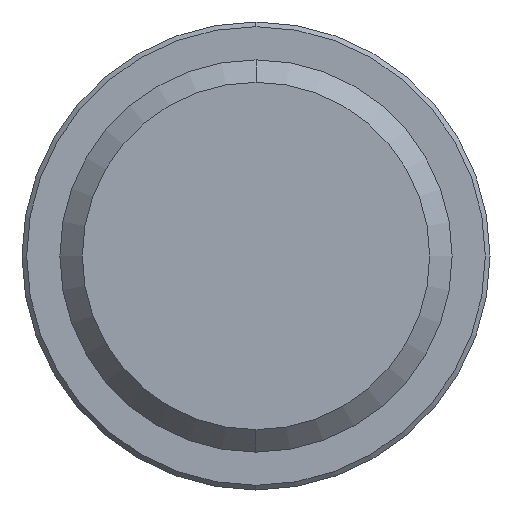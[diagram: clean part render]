
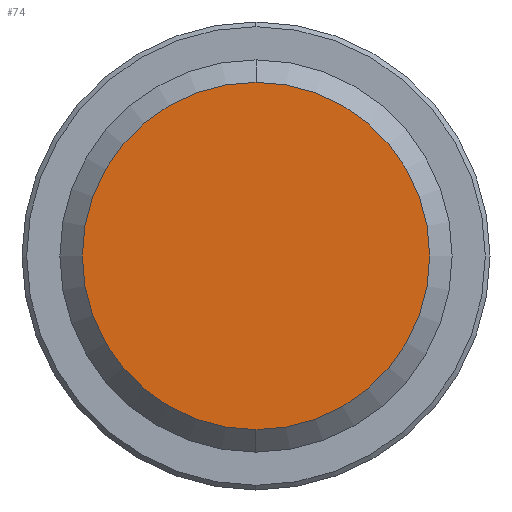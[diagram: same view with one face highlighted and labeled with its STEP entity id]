
A CAD part, front view. The second image highlights one B-rep face of the part: STEP entity #74.
In plain terms, the highlighted planar face has unit normal (0, -1, 0).
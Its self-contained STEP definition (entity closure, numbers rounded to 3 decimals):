
#74=ADVANCED_FACE('',(#172),#173,.F.);
#172=FACE_OUTER_BOUND('',#293,.T.);
#173=PLANE('',#294);
#293=EDGE_LOOP('',(#457,#458,#459));
#294=AXIS2_PLACEMENT_3D('',#460,#461,#462);
#457=ORIENTED_EDGE('',*,*,#782,.T.);
#458=ORIENTED_EDGE('',*,*,#783,.T.);
#459=ORIENTED_EDGE('',*,*,#784,.T.);
#460=CARTESIAN_POINT('',(0.0,-10.0,0.0));
#461=DIRECTION('',(0.0,1.0,0.0));
#462=DIRECTION('',(1.0,0.0,-0.0));
#782=EDGE_CURVE('',#954,#955,#956,.T.);
#783=EDGE_CURVE('',#955,#957,#958,.T.);
#784=EDGE_CURVE('',#957,#954,#959,.T.);
#954=VERTEX_POINT('',#1277);
#955=VERTEX_POINT('',#1278);
#956=CIRCLE('',#1279,9.277);
#957=VERTEX_POINT('',#1280);
#958=CIRCLE('',#1281,9.277);
#959=CIRCLE('',#1282,9.277);
#1277=CARTESIAN_POINT('',(-9.277,-10.,0.0));
#1278=CARTESIAN_POINT('',(0.,-10.,-9.277));
#1279=AXIS2_PLACEMENT_3D('',#1490,#1491,#1492);
#1280=CARTESIAN_POINT('',(0.,-10.,9.277));
#1281=AXIS2_PLACEMENT_3D('',#1493,#1494,#1495);
#1282=AXIS2_PLACEMENT_3D('',#1496,#1497,#1498);
#1490=CARTESIAN_POINT('',(0.0,-10.,0.0));
#1491=DIRECTION('',(0.0,-1.0,0.0));
#1492=DIRECTION('',(1.0,0.0,0.0));
#1493=CARTESIAN_POINT('',(0.0,-10.,0.0));
#1494=DIRECTION('',(0.0,-1.0,0.0));
#1495=DIRECTION('',(1.0,0.0,0.0));
#1496=CARTESIAN_POINT('',(0.0,-10.,0.0));
#1497=DIRECTION('',(0.0,-1.0,0.0));
#1498=DIRECTION('',(1.0,0.0,0.0));
